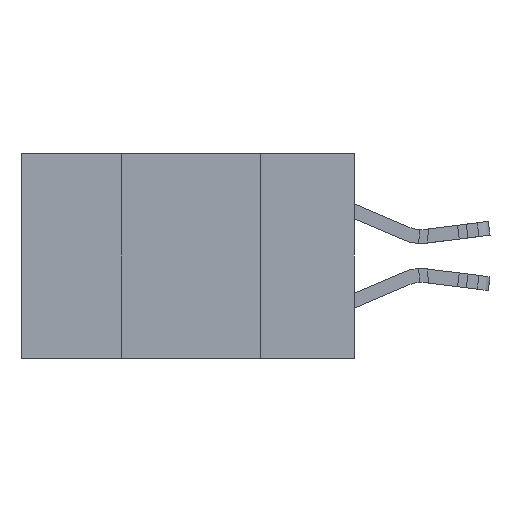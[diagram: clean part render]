
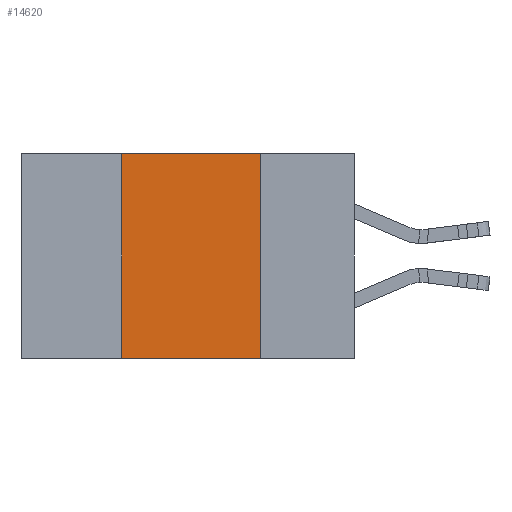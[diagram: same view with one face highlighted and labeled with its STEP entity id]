
A CAD part, left-side view. The second image highlights one B-rep face of the part: STEP entity #14620.
In plain terms, the highlighted planar face has unit normal (-1, 0, 0).
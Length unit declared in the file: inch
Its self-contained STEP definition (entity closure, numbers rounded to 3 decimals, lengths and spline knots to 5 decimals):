
#414 = ORIENTED_EDGE ( 'NONE', *, *, #18405, .T. ) ;
#876 = EDGE_CURVE ( 'NONE', #10526, #960, #20987, .T. ) ;
#960 = VERTEX_POINT ( 'NONE', #14315 ) ;
#1863 = DIRECTION ( 'NONE',  ( 0., 0., -1. ) ) ;
#2089 = LINE ( 'NONE', #8608, #23594 ) ;
#2278 = CARTESIAN_POINT ( 'NONE',  ( 0., 0.6, 0. ) ) ;
#2916 = ORIENTED_EDGE ( 'NONE', *, *, #8502, .F. ) ;
#7378 = VERTEX_POINT ( 'NONE', #17425 ) ;
#7407 = ORIENTED_EDGE ( 'NONE', *, *, #9050, .F. ) ;
#7590 = DIRECTION ( 'NONE',  ( 0., 0., -1. ) ) ;
#8408 = PLANE ( 'NONE',  #14441 ) ;
#8502 = EDGE_CURVE ( 'NONE', #7378, #16850, #18343, .T. ) ;
#8608 = CARTESIAN_POINT ( 'NONE',  ( 0., 0.6, -0.37 ) ) ;
#9050 = EDGE_CURVE ( 'NONE', #960, #7378, #20390, .T. ) ;
#9437 = ORIENTED_EDGE ( 'NONE', *, *, #876, .F. ) ;
#10526 = VERTEX_POINT ( 'NONE', #25648 ) ;
#12070 = DIRECTION ( 'NONE',  ( 0., 0., 1. ) ) ;
#12315 = CARTESIAN_POINT ( 'NONE',  ( 0., 0.6, 0. ) ) ;
#12612 = EDGE_LOOP ( 'NONE', ( #2916, #7407, #9437, #414 ) ) ;
#14315 = CARTESIAN_POINT ( 'NONE',  ( 0., 0.42, 0. ) ) ;
#14441 = AXIS2_PLACEMENT_3D ( 'NONE', #2278, #25699, #1863 ) ;
#14620 = ADVANCED_FACE ( 'NONE', ( #27829 ), #8408, .F. ) ;
#16850 = VERTEX_POINT ( 'NONE', #16966 ) ;
#16966 = CARTESIAN_POINT ( 'NONE',  ( 0., 0.17, -0.37 ) ) ;
#17425 = CARTESIAN_POINT ( 'NONE',  ( 0., 0.17, 0. ) ) ;
#18343 = LINE ( 'NONE', #27015, #22271 ) ;
#18356 = VECTOR ( 'NONE', #26774, 39.37008 ) ;
#18405 = EDGE_CURVE ( 'NONE', #10526, #16850, #2089, .T. ) ;
#20390 = LINE ( 'NONE', #12315, #18356 ) ;
#20987 = LINE ( 'NONE', #25115, #21834 ) ;
#21834 = VECTOR ( 'NONE', #12070, 39.37008 ) ;
#22271 = VECTOR ( 'NONE', #7590, 39.37008 ) ;
#23594 = VECTOR ( 'NONE', #25645, 39.37008 ) ;
#25115 = CARTESIAN_POINT ( 'NONE',  ( 0., 0.42, -0.37 ) ) ;
#25645 = DIRECTION ( 'NONE',  ( 0., -1., 0. ) ) ;
#25648 = CARTESIAN_POINT ( 'NONE',  ( 0., 0.42, -0.37 ) ) ;
#25699 = DIRECTION ( 'NONE',  ( 1., 0., 0. ) ) ;
#26774 = DIRECTION ( 'NONE',  ( 0., -1., 0. ) ) ;
#27015 = CARTESIAN_POINT ( 'NONE',  ( 0., 0.17, -0.37 ) ) ;
#27829 = FACE_OUTER_BOUND ( 'NONE', #12612, .T. ) ;
